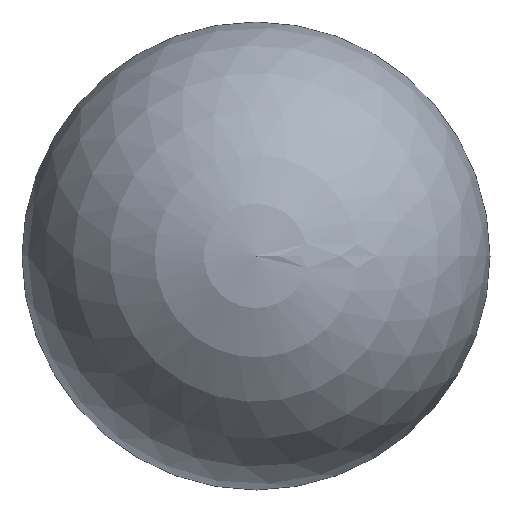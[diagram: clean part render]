
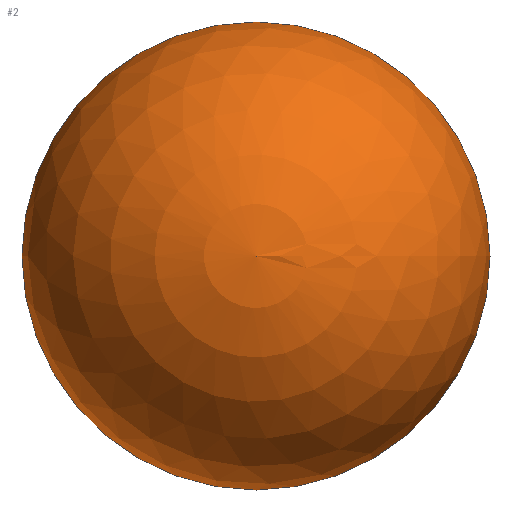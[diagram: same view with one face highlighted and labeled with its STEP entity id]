
A CAD part, front view. The second image highlights one B-rep face of the part: STEP entity #2.
In plain terms, the highlighted spherical face has radius 8 mm.
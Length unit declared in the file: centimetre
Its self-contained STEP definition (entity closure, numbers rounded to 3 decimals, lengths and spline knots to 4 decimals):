
#1 = EDGE_CURVE ( 'NONE', #32, #98, #16, .T. ) ;
#2 = ADVANCED_FACE ( 'NONE', ( #43 ), #34, .T. ) ;
#5 = DIRECTION ( 'NONE',  ( 1., 0., 0. ) ) ;
#6 = DIRECTION ( 'NONE',  ( 0., 1., 0. ) ) ;
#7 = DIRECTION ( 'NONE',  ( 0., -1., 0. ) ) ;
#16 = CIRCLE ( 'NONE', #103, 0.8 ) ;
#17 = CARTESIAN_POINT ( 'NONE',  ( 0., 0., 0. ) ) ;
#27 = DIRECTION ( 'NONE',  ( 0., 0., 1. ) ) ;
#32 = VERTEX_POINT ( 'NONE', #82 ) ;
#34 = SPHERICAL_SURFACE ( 'NONE', #112, 0.8 ) ;
#36 = EDGE_CURVE ( 'NONE', #32, #98, #70, .T. ) ;
#43 = FACE_OUTER_BOUND ( 'NONE', #68, .T. ) ;
#46 = ORIENTED_EDGE ( 'NONE', *, *, #36, .F. ) ;
#48 = AXIS2_PLACEMENT_3D ( 'NONE', #116, #6, #27 ) ;
#49 = DIRECTION ( 'NONE',  ( 0., -1., 0. ) ) ;
#60 = CARTESIAN_POINT ( 'NONE',  ( 0., 0., -0.8 ) ) ;
#68 = EDGE_LOOP ( 'NONE', ( #46, #95 ) ) ;
#70 = CIRCLE ( 'NONE', #48, 0.8 ) ;
#82 = CARTESIAN_POINT ( 'NONE',  ( 0., 0., 0.8 ) ) ;
#83 = CARTESIAN_POINT ( 'NONE',  ( 0., 0., 0. ) ) ;
#95 = ORIENTED_EDGE ( 'NONE', *, *, #1, .T. ) ;
#98 = VERTEX_POINT ( 'NONE', #60 ) ;
#103 = AXIS2_PLACEMENT_3D ( 'NONE', #17, #7, #5 ) ;
#112 = AXIS2_PLACEMENT_3D ( 'NONE', #83, #49, #118 ) ;
#116 = CARTESIAN_POINT ( 'NONE',  ( 0., 0., 0. ) ) ;
#118 = DIRECTION ( 'NONE',  ( 1., 0., 0. ) ) ;
